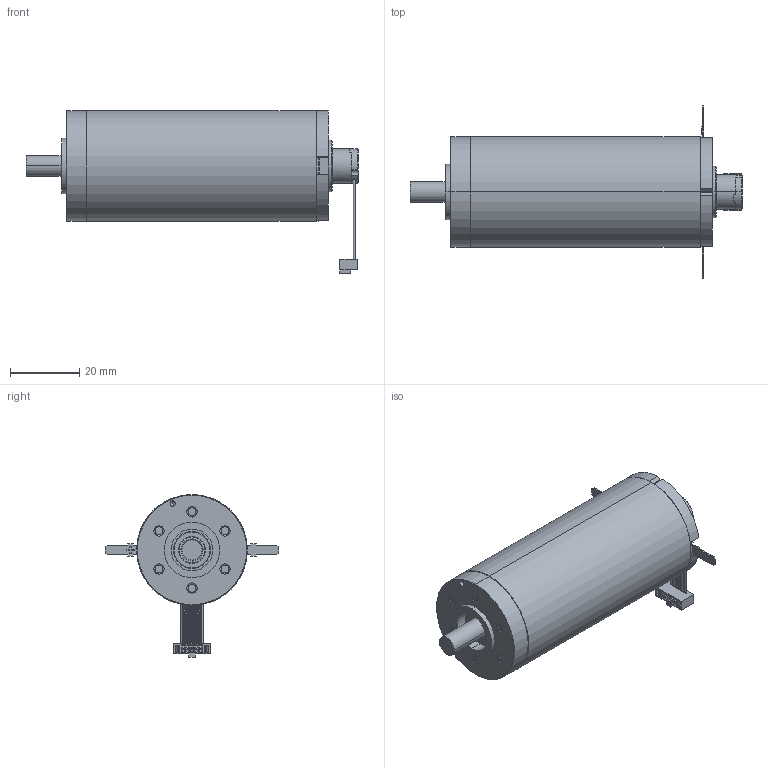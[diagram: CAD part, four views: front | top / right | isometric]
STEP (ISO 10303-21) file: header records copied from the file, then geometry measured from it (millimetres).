
FILE_DESCRIPTION(('STEP AP214'),'1');
FILE_NAME('cctmp_3D13ECBC-42C3-406B-A21C-49F485A25B3F_2021_4_8_23_0_1_215..stp','2021-04-08T21:00:02',('maxon motor ag'),('CADClick - www.CADClick.com'),'Spatial InterOp 3D',' ','unknown authorization');
FILE_SCHEMA(('AUTOMOTIVE_DESIGN'));
Length unit declared in the file: millimetre
Products named in the file (10): 0
Assembly tree (9 placements, depth 2):
  (unnamed)
    0
    0
    0
    0
    0
    0
    0
    0
    0
Bounding box: 95.8 x 50 x 47.02 mm (x, y, z)
Volume: 24368.3 mm3; surface area: 23219.2 mm2
Topology: 15 solids, 15 shells, 1144 faces, 2881 edges, 1837 vertices
Faces by surface type: plane 729, cone 202, cylinder 191, torus 22
Entity records: 43931 total; most frequent: CARTESIAN_POINT 6561, DIRECTION 5779, ORIENTED_EDGE 5758, EDGE_CURVE 2879, LINE 2203, VECTOR 2203, VERTEX_POINT 1837, AXIS2_PLACEMENT_3D 1788
